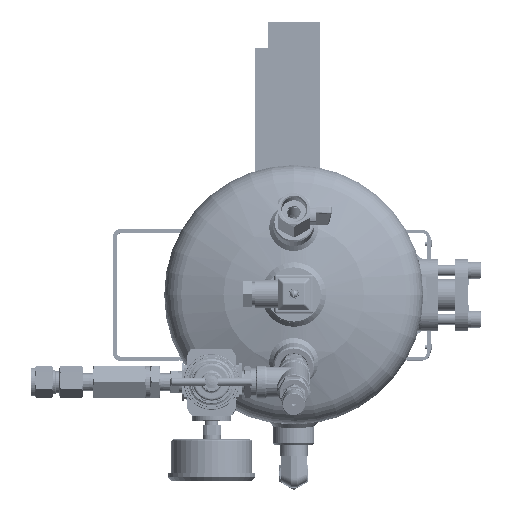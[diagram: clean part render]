
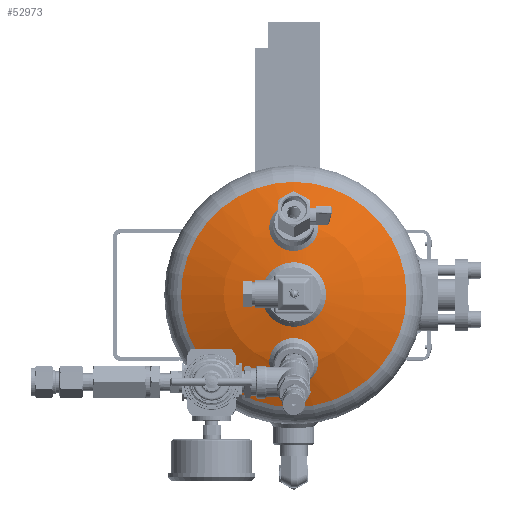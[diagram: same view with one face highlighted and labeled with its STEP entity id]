
A CAD part, top view. The second image highlights one B-rep face of the part: STEP entity #52973.
In plain terms, the highlighted spherical face has radius 202.3 mm.
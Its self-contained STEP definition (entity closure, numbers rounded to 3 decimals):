
#644=SPHERICAL_SURFACE('',#63734,202.3);
#10224=CIRCLE('',#63729,15.);
#10228=CIRCLE('',#63735,15.);
#10229=CIRCLE('',#63736,87.326);
#10230=CIRCLE('',#63737,20.);
#12483=ORIENTED_EDGE('',*,*,#28075,.T.);
#12484=ORIENTED_EDGE('',*,*,#28079,.T.);
#12485=ORIENTED_EDGE('',*,*,#28080,.F.);
#12486=ORIENTED_EDGE('',*,*,#28081,.F.);
#28075=EDGE_CURVE('',#35936,#35936,#10224,.T.);
#28079=EDGE_CURVE('',#35940,#35940,#10228,.T.);
#28080=EDGE_CURVE('',#35941,#35941,#10229,.T.);
#28081=EDGE_CURVE('',#35942,#35942,#10230,.F.);
#35936=VERTEX_POINT('',#83962);
#35940=VERTEX_POINT('',#83972);
#35941=VERTEX_POINT('',#83974);
#35942=VERTEX_POINT('',#83976);
#43715=EDGE_LOOP('',(#12483));
#43716=EDGE_LOOP('',(#12484));
#43717=EDGE_LOOP('',(#12485));
#43718=EDGE_LOOP('',(#12486));
#47962=FACE_BOUND('',#43715,.T.);
#47963=FACE_BOUND('',#43716,.T.);
#47964=FACE_BOUND('',#43717,.T.);
#47965=FACE_BOUND('',#43718,.T.);
#52973=ADVANCED_FACE('',(#47962,#47963,#47964,#47965),#644,.T.);
#63729=AXIS2_PLACEMENT_3D('',#83961,#69515,#69516);
#63734=AXIS2_PLACEMENT_3D('',#83970,#69525,#69526);
#63735=AXIS2_PLACEMENT_3D('',#83971,#69527,#69528);
#63736=AXIS2_PLACEMENT_3D('',#83973,#69529,#69530);
#63737=AXIS2_PLACEMENT_3D('',#83975,#69531,#69532);
#69515=DIRECTION('',(0.259,0.,-0.966));
#69516=DIRECTION('',(0.966,0.,0.259));
#69525=DIRECTION('',(0.,0.,-1.));
#69526=DIRECTION('',(1.,0.,0.));
#69527=DIRECTION('',(-0.259,0.,-0.966));
#69528=DIRECTION('',(-0.966,0.,0.259));
#69529=DIRECTION('',(0.,0.,-1.));
#69530=DIRECTION('',(-1.,0.,0.));
#69531=DIRECTION('',(0.,0.,-1.));
#69532=DIRECTION('',(-1.,0.,0.));
#83961=CARTESIAN_POINT('',(-52.215,0.,46.028));
#83962=CARTESIAN_POINT('',(-37.726,0.,49.911));
#83970=CARTESIAN_POINT('',(0.,0.,-148.841));
#83971=CARTESIAN_POINT('',(52.215,0.,46.028));
#83972=CARTESIAN_POINT('',(37.726,0.,49.911));
#83973=CARTESIAN_POINT('',(0.,0.,33.641));
#83974=CARTESIAN_POINT('',(-87.326,0.,33.641));
#83975=CARTESIAN_POINT('',(0.,0.,52.468));
#83976=CARTESIAN_POINT('',(-20.,0.,52.468));
